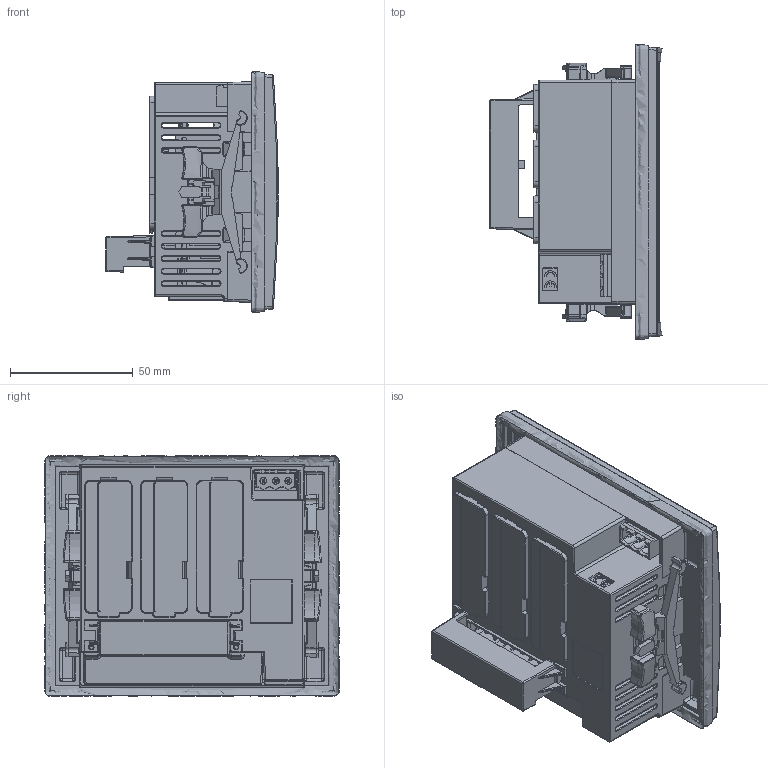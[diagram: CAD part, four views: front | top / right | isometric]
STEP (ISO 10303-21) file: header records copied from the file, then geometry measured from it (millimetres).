
FILE_DESCRIPTION(/* description */ (''),/* implementation_level */ '2;1');
FILE_NAME(/* name */ 'FILE_STP_CAD_DRAWING_3D_DMG7500_prt.stp',/* time_stamp */ '2022-02-03T14:51:01+01:00',/* author */ (''),/* organization */ (''),/* preprocessor_version */ 'ST-DEVELOPER v16.7',/* originating_system */ 'SIEMENS PLM Software NX 12.0',/* authorisation */ '');
FILE_SCHEMA (('AUTOMOTIVE_DESIGN { 1 0 10303 214 3 1 1 1 }'));
Products named in the file (1): 3D_DMG7500
Bounding box: 70.25 x 120.01 x 98.01 mm (x, y, z)
Surface area: 113697.9 mm2 (no closed solid volume)
Topology: 0 solids, 103 shells, 1795 faces, 7110 edges, 5307 vertices
Faces by surface type: plane 950, cylinder 477, bspline 137, cone 124, torus 55, sphere 52
Full cylindrical faces by diameter (mm): 2 x2, 3 x1
Entity records: 83040 total; most frequent: CARTESIAN_POINT 25064, DIRECTION 11613, ORIENTED_EDGE 10535, EDGE_CURVE 7045, VERTEX_POINT 5306, LINE 4737, VECTOR 4737, AXIS2_PLACEMENT_3D 3438
